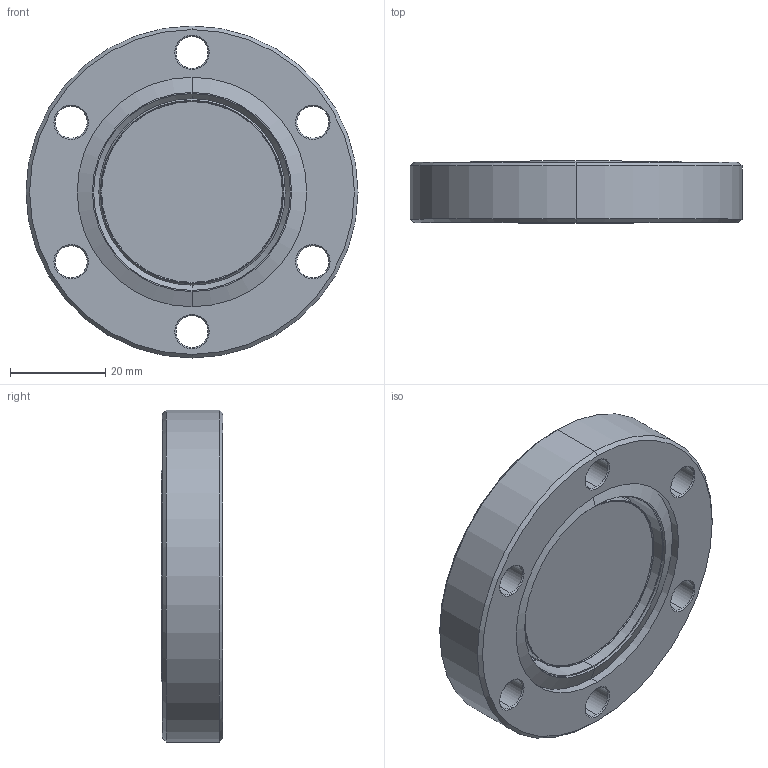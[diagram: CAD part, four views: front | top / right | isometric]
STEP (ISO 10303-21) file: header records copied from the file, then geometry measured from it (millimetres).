
FILE_DESCRIPTION (( 'STEP AP203' ), '1' );
FILE_NAME ('A6944-1-CF.STEP', '2011-10-03T15:01:59', ( '' ), ( '' ), 'SwSTEP 2.0', 'SolidWorks 2011', '' );
FILE_SCHEMA (( 'CONFIG_CONTROL_DESIGN' ));
Length unit declared in the file: inch
Products named in the file (1): A6944-1-CF
Bounding box: 69.85 x 12.95 x 69.85 mm (x, y, z)
Volume: 31243.2 mm3; surface area: 15520.2 mm2
Topology: 1 solids, 1 shells, 89 faces, 188 edges, 106 vertices
Faces by surface type: cone 44, cylinder 34, plane 7, torus 4
Entity records: 2471 total; most frequent: DIRECTION 478, CARTESIAN_POINT 384, ORIENTED_EDGE 376, AXIS2_PLACEMENT_3D 200, EDGE_CURVE 188, CIRCLE 110, EDGE_LOOP 106, VERTEX_POINT 106
